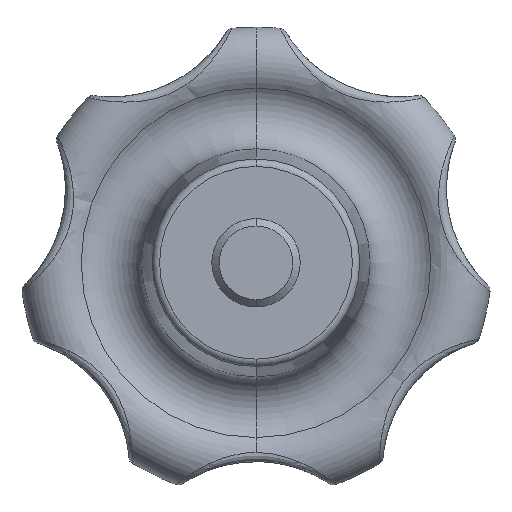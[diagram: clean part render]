
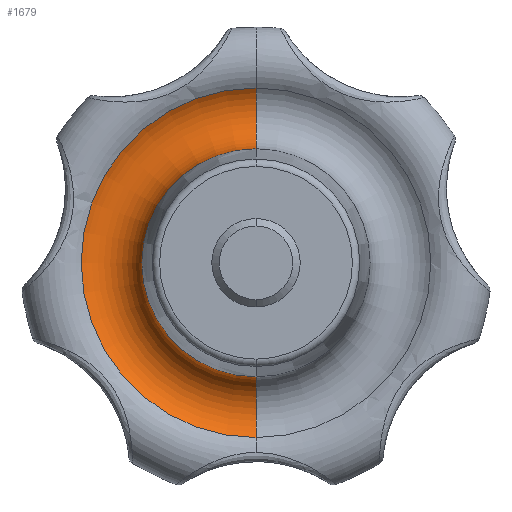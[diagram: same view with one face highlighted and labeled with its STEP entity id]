
A CAD part, front view. The second image highlights one B-rep face of the part: STEP entity #1679.
In plain terms, the highlighted toroidal (fillet/blend) face has major radius 10.229 mm and minor radius 2.5 mm.
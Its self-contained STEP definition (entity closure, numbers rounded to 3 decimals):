
#6 = DIRECTION ( 'NONE',  ( 0., 0., -1. ) ) ;
#84 = DIRECTION ( 'NONE',  ( -1., 0., 0. ) ) ;
#129 = VERTEX_POINT ( 'NONE', #4147 ) ;
#141 = EDGE_CURVE ( 'NONE', #2287, #129, #3832, .T. ) ;
#149 = CARTESIAN_POINT ( 'NONE',  ( 0., 8.219, 10.229 ) ) ;
#161 = TOROIDAL_SURFACE ( 'NONE', #706, 10.229, 2.5 ) ;
#278 = EDGE_CURVE ( 'NONE', #1240, #2287, #2513, .T. ) ;
#324 = AXIS2_PLACEMENT_3D ( 'NONE', #149, #2498, #2109 ) ;
#504 = DIRECTION ( 'NONE',  ( 0., 0., -1. ) ) ;
#540 = CIRCLE ( 'NONE', #1241, 2.5 ) ;
#655 = AXIS2_PLACEMENT_3D ( 'NONE', #4010, #1102, #4102 ) ;
#706 = AXIS2_PLACEMENT_3D ( 'NONE', #2483, #2948, #6 ) ;
#783 = EDGE_CURVE ( 'NONE', #1240, #2218, #2931, .T. ) ;
#997 = CARTESIAN_POINT ( 'NONE',  ( 0., 8.437, 7.738 ) ) ;
#1044 = CARTESIAN_POINT ( 'NONE',  ( 0., 10.109, 11.864 ) ) ;
#1102 = DIRECTION ( 'NONE',  ( 0., -1., 0. ) ) ;
#1240 = VERTEX_POINT ( 'NONE', #997 ) ;
#1241 = AXIS2_PLACEMENT_3D ( 'NONE', #1428, #84, #2748 ) ;
#1428 = CARTESIAN_POINT ( 'NONE',  ( 0., 8.219, -10.229 ) ) ;
#1568 = EDGE_CURVE ( 'NONE', #2218, #129, #540, .T. ) ;
#1679 = ADVANCED_FACE ( 'NONE', ( #4179 ), #161, .F. ) ;
#1785 = CARTESIAN_POINT ( 'NONE',  ( 0., 10.109, 0. ) ) ;
#2109 = DIRECTION ( 'NONE',  ( 0., 0., -1. ) ) ;
#2161 = EDGE_LOOP ( 'NONE', ( #2592, #2267, #4025, #2634 ) ) ;
#2167 = AXIS2_PLACEMENT_3D ( 'NONE', #1785, #3122, #504 ) ;
#2218 = VERTEX_POINT ( 'NONE', #2322 ) ;
#2267 = ORIENTED_EDGE ( 'NONE', *, *, #278, .T. ) ;
#2287 = VERTEX_POINT ( 'NONE', #1044 ) ;
#2322 = CARTESIAN_POINT ( 'NONE',  ( 0., 8.437, -7.738 ) ) ;
#2483 = CARTESIAN_POINT ( 'NONE',  ( 0., 8.219, 0. ) ) ;
#2498 = DIRECTION ( 'NONE',  ( 1., 0., 0. ) ) ;
#2513 = CIRCLE ( 'NONE', #324, 2.5 ) ;
#2592 = ORIENTED_EDGE ( 'NONE', *, *, #783, .F. ) ;
#2634 = ORIENTED_EDGE ( 'NONE', *, *, #1568, .F. ) ;
#2748 = DIRECTION ( 'NONE',  ( 0., 0., 1. ) ) ;
#2931 = CIRCLE ( 'NONE', #655, 7.738 ) ;
#2948 = DIRECTION ( 'NONE',  ( 0., -1., 0. ) ) ;
#3122 = DIRECTION ( 'NONE',  ( 0., -1., 0. ) ) ;
#3832 = CIRCLE ( 'NONE', #2167, 11.864 ) ;
#4010 = CARTESIAN_POINT ( 'NONE',  ( 0., 8.437, 0. ) ) ;
#4025 = ORIENTED_EDGE ( 'NONE', *, *, #141, .T. ) ;
#4102 = DIRECTION ( 'NONE',  ( 0., 0., -1. ) ) ;
#4147 = CARTESIAN_POINT ( 'NONE',  ( 0., 10.109, -11.864 ) ) ;
#4179 = FACE_OUTER_BOUND ( 'NONE', #2161, .T. ) ;
